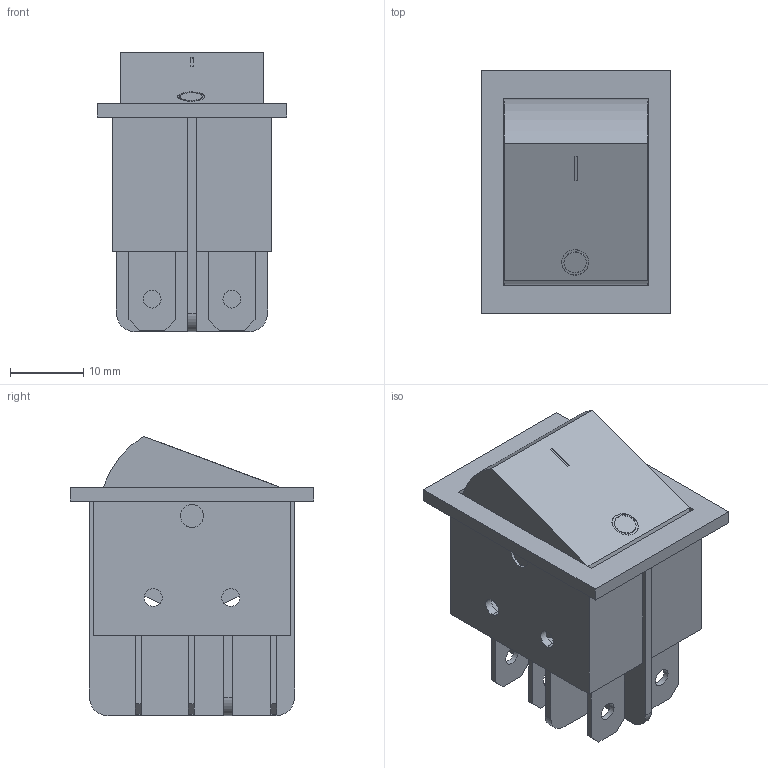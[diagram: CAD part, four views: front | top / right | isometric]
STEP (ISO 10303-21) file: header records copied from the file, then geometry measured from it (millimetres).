
FILE_DESCRIPTION (( 'STEP AP214' ), '1' );
FILE_NAME ('User Library-switch2.STEP', '2020-11-25T16:18:26', ( '' ), ( '' ), 'SwSTEP 2.0', 'SolidWorks 2020', '' );
FILE_SCHEMA (( 'AUTOMOTIVE_DESIGN' ));
Length unit declared in the file: inch
Products named in the file (4): casing; contacts; User Library-switch2; rocker
Assembly tree (8 placements, depth 2):
  User Library-switch2
    casing
    rocker
    contacts  x6
Bounding box: 25.78 x 33.15 x 38.09 mm (x, y, z)
Volume: 11990.8 mm3; surface area: 9864.5 mm2
Topology: 8 solids, 8 shells, 133 faces, 330 edges, 220 vertices
Faces by surface type: plane 92, cylinder 33, bspline 8
Entity records: 4467 total; most frequent: CARTESIAN_POINT 1156, ORIENTED_EDGE 420, DIRECTION 412, EDGE_CURVE 210, LINE 148, VECTOR 148, VERTEX_POINT 140, AXIS2_PLACEMENT_3D 132
